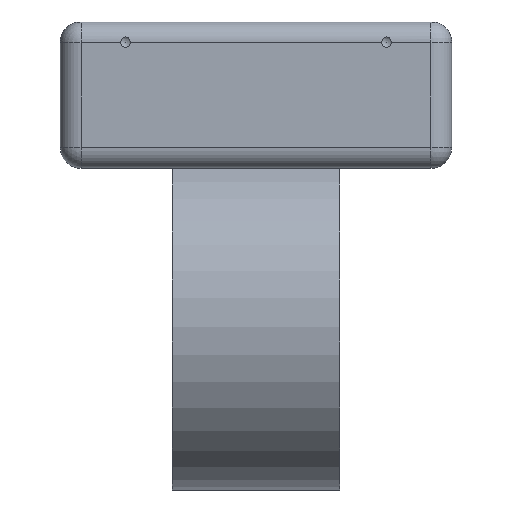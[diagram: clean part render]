
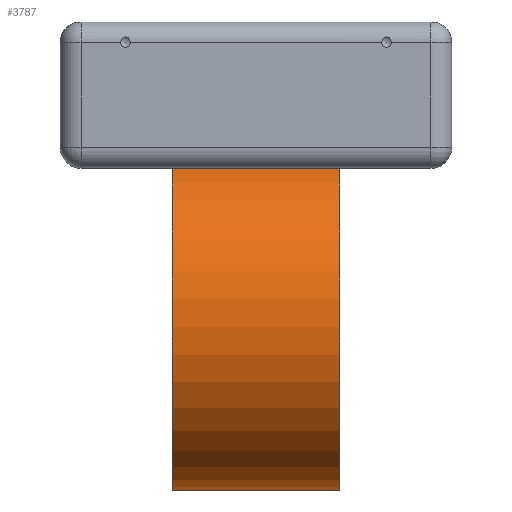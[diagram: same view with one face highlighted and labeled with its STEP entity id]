
A CAD part, left-side view. The second image highlights one B-rep face of the part: STEP entity #3787.
In plain terms, the highlighted cylindrical face has radius 12 mm (diameter 24 mm), a partial arc.
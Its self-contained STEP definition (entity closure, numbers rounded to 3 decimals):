
#877 = PLANE('',#878);
#878 = AXIS2_PLACEMENT_3D('',#879,#880,#881);
#879 = CARTESIAN_POINT('',(-13.,-14.,11.));
#880 = DIRECTION('',(0.,0.,1.));
#881 = DIRECTION('',(1.,0.,0.));
#1778 = VERTEX_POINT('',#1779);
#1779 = CARTESIAN_POINT('',(-4.796,6.,11.));
#1794 = PLANE('',#1795);
#1795 = AXIS2_PLACEMENT_3D('',#1796,#1797,#1798);
#1796 = CARTESIAN_POINT('',(0.,6.,0.));
#1797 = DIRECTION('',(0.,-1.,0.));
#1798 = DIRECTION('',(1.,0.,0.));
#1832 = VERTEX_POINT('',#1833);
#1833 = CARTESIAN_POINT('',(-4.796,-6.,11.));
#1846 = PLANE('',#1847);
#1847 = AXIS2_PLACEMENT_3D('',#1848,#1849,#1850);
#1848 = CARTESIAN_POINT('',(0.,-6.,0.));
#1849 = DIRECTION('',(0.,-1.,0.));
#1850 = DIRECTION('',(1.,0.,0.));
#1857 = EDGE_CURVE('',#1778,#1832,#1858,.T.);
#1858 = SURFACE_CURVE('',#1859,(#1863,#1869),.PCURVE_S1.);
#1859 = LINE('',#1860,#1861);
#1860 = CARTESIAN_POINT('',(-4.796,6.,11.));
#1861 = VECTOR('',#1862,1.);
#1862 = DIRECTION('',(0.,-1.,0.));
#1863 = PCURVE('',#877,#1864);
#1864 = DEFINITIONAL_REPRESENTATION('',(#1865),#1868);
#1865 = B_SPLINE_CURVE_WITH_KNOTS('',1,(#1866,#1867),.UNSPECIFIED.,.F.,
  .F.,(2,2),(0.,12.),.PIECEWISE_BEZIER_KNOTS.);
#1866 = CARTESIAN_POINT('',(8.204,20.));
#1867 = CARTESIAN_POINT('',(8.204,8.));
#1868 = ( GEOMETRIC_REPRESENTATION_CONTEXT(2) 
PARAMETRIC_REPRESENTATION_CONTEXT() REPRESENTATION_CONTEXT('2D SPACE',''
  ) );
#1869 = PCURVE('',#1870,#1875);
#1870 = CYLINDRICAL_SURFACE('',#1871,12.);
#1871 = AXIS2_PLACEMENT_3D('',#1872,#1873,#1874);
#1872 = CARTESIAN_POINT('',(0.,6.,0.));
#1873 = DIRECTION('',(0.,-1.,0.));
#1874 = DIRECTION('',(1.,0.,0.));
#1875 = DEFINITIONAL_REPRESENTATION('',(#1876),#1879);
#1876 = B_SPLINE_CURVE_WITH_KNOTS('',1,(#1877,#1878),.UNSPECIFIED.,.F.,
  .F.,(2,2),(0.,12.),.PIECEWISE_BEZIER_KNOTS.);
#1877 = CARTESIAN_POINT('',(1.982,0.));
#1878 = CARTESIAN_POINT('',(1.982,12.));
#1879 = ( GEOMETRIC_REPRESENTATION_CONTEXT(2) 
PARAMETRIC_REPRESENTATION_CONTEXT() REPRESENTATION_CONTEXT('2D SPACE',''
  ) );
#3711 = EDGE_CURVE('',#1778,#3712,#3714,.T.);
#3712 = VERTEX_POINT('',#3713);
#3713 = CARTESIAN_POINT('',(11.053,6.,-4.671));
#3714 = SURFACE_CURVE('',#3715,(#3720,#3727),.PCURVE_S1.);
#3715 = CIRCLE('',#3716,12.);
#3716 = AXIS2_PLACEMENT_3D('',#3717,#3718,#3719);
#3717 = CARTESIAN_POINT('',(0.,6.,0.));
#3718 = DIRECTION('',(0.,-1.,0.));
#3719 = DIRECTION('',(1.,0.,0.));
#3720 = PCURVE('',#1794,#3721);
#3721 = DEFINITIONAL_REPRESENTATION('',(#3722),#3726);
#3722 = CIRCLE('',#3723,12.);
#3723 = AXIS2_PLACEMENT_2D('',#3724,#3725);
#3724 = CARTESIAN_POINT('',(0.,0.));
#3725 = DIRECTION('',(1.,0.));
#3726 = ( GEOMETRIC_REPRESENTATION_CONTEXT(2) 
PARAMETRIC_REPRESENTATION_CONTEXT() REPRESENTATION_CONTEXT('2D SPACE',''
  ) );
#3727 = PCURVE('',#1870,#3728);
#3728 = DEFINITIONAL_REPRESENTATION('',(#3729),#3733);
#3729 = LINE('',#3730,#3731);
#3730 = CARTESIAN_POINT('',(0.,0.));
#3731 = VECTOR('',#3732,1.);
#3732 = DIRECTION('',(1.,0.));
#3733 = ( GEOMETRIC_REPRESENTATION_CONTEXT(2) 
PARAMETRIC_REPRESENTATION_CONTEXT() REPRESENTATION_CONTEXT('2D SPACE',''
  ) );
#3750 = PLANE('',#3751);
#3751 = AXIS2_PLACEMENT_3D('',#3752,#3753,#3754);
#3752 = CARTESIAN_POINT('',(24.,0.,-10.143));
#3753 = DIRECTION('',(-0.389,-0.,-0.921));
#3754 = DIRECTION('',(-0.921,0.,0.389));
#3787 = ADVANCED_FACE('',(#3788),#1870,.T.);
#3788 = FACE_BOUND('',#3789,.T.);
#3789 = EDGE_LOOP('',(#3790,#3814,#3815,#3816));
#3790 = ORIENTED_EDGE('',*,*,#3791,.F.);
#3791 = EDGE_CURVE('',#1832,#3792,#3794,.T.);
#3792 = VERTEX_POINT('',#3793);
#3793 = CARTESIAN_POINT('',(11.053,-6.,-4.671));
#3794 = SURFACE_CURVE('',#3795,(#3800,#3807),.PCURVE_S1.);
#3795 = CIRCLE('',#3796,12.);
#3796 = AXIS2_PLACEMENT_3D('',#3797,#3798,#3799);
#3797 = CARTESIAN_POINT('',(0.,-6.,0.));
#3798 = DIRECTION('',(0.,-1.,0.));
#3799 = DIRECTION('',(1.,0.,0.));
#3800 = PCURVE('',#1870,#3801);
#3801 = DEFINITIONAL_REPRESENTATION('',(#3802),#3806);
#3802 = LINE('',#3803,#3804);
#3803 = CARTESIAN_POINT('',(0.,12.));
#3804 = VECTOR('',#3805,1.);
#3805 = DIRECTION('',(1.,0.));
#3806 = ( GEOMETRIC_REPRESENTATION_CONTEXT(2) 
PARAMETRIC_REPRESENTATION_CONTEXT() REPRESENTATION_CONTEXT('2D SPACE',''
  ) );
#3807 = PCURVE('',#1846,#3808);
#3808 = DEFINITIONAL_REPRESENTATION('',(#3809),#3813);
#3809 = CIRCLE('',#3810,12.);
#3810 = AXIS2_PLACEMENT_2D('',#3811,#3812);
#3811 = CARTESIAN_POINT('',(0.,0.));
#3812 = DIRECTION('',(1.,0.));
#3813 = ( GEOMETRIC_REPRESENTATION_CONTEXT(2) 
PARAMETRIC_REPRESENTATION_CONTEXT() REPRESENTATION_CONTEXT('2D SPACE',''
  ) );
#3814 = ORIENTED_EDGE('',*,*,#1857,.F.);
#3815 = ORIENTED_EDGE('',*,*,#3711,.T.);
#3816 = ORIENTED_EDGE('',*,*,#3817,.T.);
#3817 = EDGE_CURVE('',#3712,#3792,#3818,.T.);
#3818 = SURFACE_CURVE('',#3819,(#3823,#3829),.PCURVE_S1.);
#3819 = LINE('',#3820,#3821);
#3820 = CARTESIAN_POINT('',(11.053,6.,-4.671));
#3821 = VECTOR('',#3822,1.);
#3822 = DIRECTION('',(0.,-1.,0.));
#3823 = PCURVE('',#1870,#3824);
#3824 = DEFINITIONAL_REPRESENTATION('',(#3825),#3828);
#3825 = B_SPLINE_CURVE_WITH_KNOTS('',1,(#3826,#3827),.UNSPECIFIED.,.F.,
  .F.,(2,2),(0.,12.),.PIECEWISE_BEZIER_KNOTS.);
#3826 = CARTESIAN_POINT('',(5.883,0.));
#3827 = CARTESIAN_POINT('',(5.883,12.));
#3828 = ( GEOMETRIC_REPRESENTATION_CONTEXT(2) 
PARAMETRIC_REPRESENTATION_CONTEXT() REPRESENTATION_CONTEXT('2D SPACE',''
  ) );
#3829 = PCURVE('',#3750,#3830);
#3830 = DEFINITIONAL_REPRESENTATION('',(#3831),#3834);
#3831 = B_SPLINE_CURVE_WITH_KNOTS('',1,(#3832,#3833),.UNSPECIFIED.,.F.,
  .F.,(2,2),(0.,12.),.PIECEWISE_BEZIER_KNOTS.);
#3832 = CARTESIAN_POINT('',(14.055,6.));
#3833 = CARTESIAN_POINT('',(14.055,-6.));
#3834 = ( GEOMETRIC_REPRESENTATION_CONTEXT(2) 
PARAMETRIC_REPRESENTATION_CONTEXT() REPRESENTATION_CONTEXT('2D SPACE',''
  ) );
